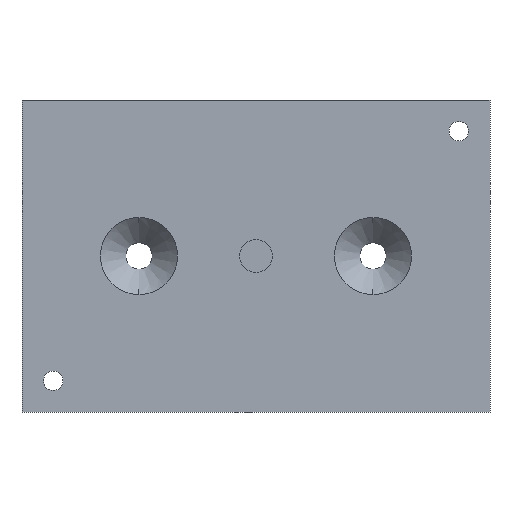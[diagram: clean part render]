
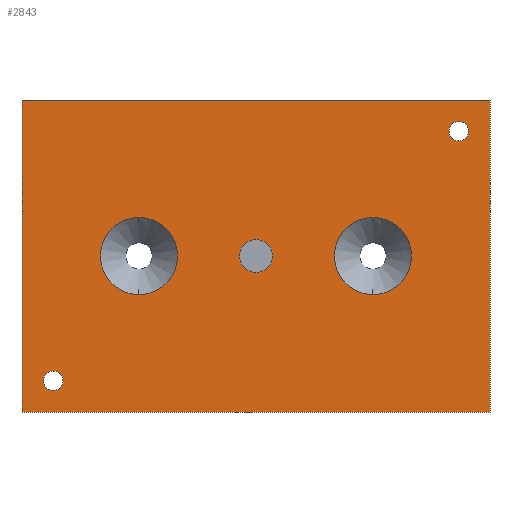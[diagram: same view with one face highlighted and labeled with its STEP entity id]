
A CAD part, front view. The second image highlights one B-rep face of the part: STEP entity #2843.
In plain terms, the highlighted planar face has unit normal (0, -1, 0).
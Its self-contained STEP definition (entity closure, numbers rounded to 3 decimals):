
#79 = EDGE_LOOP ( 'NONE', ( #2984, #980 ) ) ;
#146 = ORIENTED_EDGE ( 'NONE', *, *, #165, .T. ) ;
#165 = EDGE_CURVE ( 'NONE', #2687, #236, #2203, .T. ) ;
#166 = EDGE_LOOP ( 'NONE', ( #426, #470 ) ) ;
#198 = ORIENTED_EDGE ( 'NONE', *, *, #583, .F. ) ;
#205 = ORIENTED_EDGE ( 'NONE', *, *, #509, .T. ) ;
#236 = VERTEX_POINT ( 'NONE', #2873 ) ;
#241 = ORIENTED_EDGE ( 'NONE', *, *, #1851, .F. ) ;
#336 = VERTEX_POINT ( 'NONE', #3791 ) ;
#368 = VERTEX_POINT ( 'NONE', #4178 ) ;
#413 = VERTEX_POINT ( 'NONE', #4524 ) ;
#416 = EDGE_CURVE ( 'NONE', #594, #413, #4549, .T. ) ;
#426 = ORIENTED_EDGE ( 'NONE', *, *, #449, .T. ) ;
#441 = EDGE_CURVE ( 'NONE', #413, #753, #4663, .T. ) ;
#449 = EDGE_CURVE ( 'NONE', #368, #5003, #4696, .T. ) ;
#470 = ORIENTED_EDGE ( 'NONE', *, *, #1243, .T. ) ;
#509 = EDGE_CURVE ( 'NONE', #236, #2687, #1682, .T. ) ;
#583 = EDGE_CURVE ( 'NONE', #336, #629, #2591, .T. ) ;
#594 = VERTEX_POINT ( 'NONE', #2731 ) ;
#598 = ORIENTED_EDGE ( 'NONE', *, *, #5000, .T. ) ;
#619 = EDGE_LOOP ( 'NONE', ( #1193, #198 ) ) ;
#629 = VERTEX_POINT ( 'NONE', #3061 ) ;
#753 = VERTEX_POINT ( 'NONE', #4384 ) ;
#832 = EDGE_LOOP ( 'NONE', ( #241, #912, #949, #987 ) ) ;
#912 = ORIENTED_EDGE ( 'NONE', *, *, #4997, .F. ) ;
#926 = VERTEX_POINT ( 'NONE', #2325 ) ;
#949 = ORIENTED_EDGE ( 'NONE', *, *, #441, .F. ) ;
#980 = ORIENTED_EDGE ( 'NONE', *, *, #1039, .T. ) ;
#987 = ORIENTED_EDGE ( 'NONE', *, *, #416, .F. ) ;
#1039 = EDGE_CURVE ( 'NONE', #4946, #4326, #3069, .T. ) ;
#1193 = ORIENTED_EDGE ( 'NONE', *, *, #1451, .F. ) ;
#1243 = EDGE_CURVE ( 'NONE', #5003, #368, #3211, .T. ) ;
#1383 = EDGE_LOOP ( 'NONE', ( #598, #2395 ) ) ;
#1451 = EDGE_CURVE ( 'NONE', #629, #336, #3434, .T. ) ;
#1682 = CIRCLE ( 'NONE', #1683, 2.5 ) ;
#1683 = AXIS2_PLACEMENT_3D ( 'NONE', #1684, #1685, #1686 ) ;
#1684 = CARTESIAN_POINT ( 'NONE',  ( -52., 0., -32. ) ) ;
#1685 = DIRECTION ( 'NONE',  ( 0., 1., 0. ) ) ;
#1686 = DIRECTION ( 'NONE',  ( 0., 0., 1. ) ) ;
#1851 = EDGE_CURVE ( 'NONE', #1852, #594, #3801, .T. ) ;
#1852 = VERTEX_POINT ( 'NONE', #3805 ) ;
#2011 = CARTESIAN_POINT ( 'NONE',  ( 30., 0., -9.875 ) ) ;
#2203 = CIRCLE ( 'NONE', #2204, 2.5 ) ;
#2204 = AXIS2_PLACEMENT_3D ( 'NONE', #2205, #2206, #2207 ) ;
#2205 = CARTESIAN_POINT ( 'NONE',  ( -52., 0., -32. ) ) ;
#2206 = DIRECTION ( 'NONE',  ( 0., 1., 0. ) ) ;
#2207 = DIRECTION ( 'NONE',  ( 0., 0., 1. ) ) ;
#2258 = VERTEX_POINT ( 'NONE', #4116 ) ;
#2325 = CARTESIAN_POINT ( 'NONE',  ( -30., 0., 9.875 ) ) ;
#2395 = ORIENTED_EDGE ( 'NONE', *, *, #2649, .T. ) ;
#2591 = CIRCLE ( 'NONE', #2592, 4.25 ) ;
#2592 = AXIS2_PLACEMENT_3D ( 'NONE', #2593, #2594, #2595 ) ;
#2593 = CARTESIAN_POINT ( 'NONE',  ( 0., 0., 0. ) ) ;
#2594 = DIRECTION ( 'NONE',  ( 0., -1., 0. ) ) ;
#2595 = DIRECTION ( 'NONE',  ( 0., 0., -1. ) ) ;
#2649 = EDGE_CURVE ( 'NONE', #926, #2258, #4379, .T. ) ;
#2687 = VERTEX_POINT ( 'NONE', #4424 ) ;
#2731 = CARTESIAN_POINT ( 'NONE',  ( -60., 0., 40. ) ) ;
#2843 = ADVANCED_FACE ( 'NONE', ( #4526, #4527, #4528, #4529, #4530, #4532 ), #4533, .F. ) ;
#2873 = CARTESIAN_POINT ( 'NONE',  ( -52., 0., -34.5 ) ) ;
#2946 = CARTESIAN_POINT ( 'NONE',  ( 30., 0., 9.875 ) ) ;
#2984 = ORIENTED_EDGE ( 'NONE', *, *, #4957, .T. ) ;
#3061 = CARTESIAN_POINT ( 'NONE',  ( 0., 0., -4.25 ) ) ;
#3069 = CIRCLE ( 'NONE', #3070, 9.875 ) ;
#3070 = AXIS2_PLACEMENT_3D ( 'NONE', #3071, #3072, #3073 ) ;
#3071 = CARTESIAN_POINT ( 'NONE',  ( 30., 0., 0. ) ) ;
#3072 = DIRECTION ( 'NONE',  ( 0., 1., 0. ) ) ;
#3073 = DIRECTION ( 'NONE',  ( 0., 0., 1. ) ) ;
#3085 = EDGE_LOOP ( 'NONE', ( #146, #205 ) ) ;
#3119 = CIRCLE ( 'NONE', #3120, 9.875 ) ;
#3120 = AXIS2_PLACEMENT_3D ( 'NONE', #3122, #3123, #3124 ) ;
#3122 = CARTESIAN_POINT ( 'NONE',  ( 30., 0., 0. ) ) ;
#3123 = DIRECTION ( 'NONE',  ( 0., 1., 0. ) ) ;
#3124 = DIRECTION ( 'NONE',  ( 0., 0., 1. ) ) ;
#3211 = CIRCLE ( 'NONE', #3212, 2.5 ) ;
#3212 = AXIS2_PLACEMENT_3D ( 'NONE', #3213, #3214, #3215 ) ;
#3213 = CARTESIAN_POINT ( 'NONE',  ( 52., 0., 32. ) ) ;
#3214 = DIRECTION ( 'NONE',  ( 0., 1., 0. ) ) ;
#3215 = DIRECTION ( 'NONE',  ( 0., 0., 1. ) ) ;
#3434 = CIRCLE ( 'NONE', #3435, 4.25 ) ;
#3435 = AXIS2_PLACEMENT_3D ( 'NONE', #3436, #3437, #3438 ) ;
#3436 = CARTESIAN_POINT ( 'NONE',  ( 0., 0., 0. ) ) ;
#3437 = DIRECTION ( 'NONE',  ( 0., -1., 0. ) ) ;
#3438 = DIRECTION ( 'NONE',  ( 0., 0., -1. ) ) ;
#3550 = LINE ( 'NONE', #3551, #3552 ) ;
#3551 = CARTESIAN_POINT ( 'NONE',  ( -60., 0., -40. ) ) ;
#3552 = VECTOR ( 'NONE', #3553, 1000. ) ;
#3553 = DIRECTION ( 'NONE',  ( -1., 0., 0. ) ) ;
#3554 = CIRCLE ( 'NONE', #3555, 9.875 ) ;
#3555 = AXIS2_PLACEMENT_3D ( 'NONE', #3556, #3557, #3558 ) ;
#3556 = CARTESIAN_POINT ( 'NONE',  ( -30., 0., 0. ) ) ;
#3557 = DIRECTION ( 'NONE',  ( 0., 1., 0. ) ) ;
#3558 = DIRECTION ( 'NONE',  ( 0., 0., 1. ) ) ;
#3586 = CARTESIAN_POINT ( 'NONE',  ( 52., 0., 29.5 ) ) ;
#3791 = CARTESIAN_POINT ( 'NONE',  ( 0., 0., 4.25 ) ) ;
#3801 = LINE ( 'NONE', #3802, #3803 ) ;
#3802 = CARTESIAN_POINT ( 'NONE',  ( -60., 0., -40. ) ) ;
#3803 = VECTOR ( 'NONE', #3804, 1000. ) ;
#3804 = DIRECTION ( 'NONE',  ( 0., 0., 1. ) ) ;
#3805 = CARTESIAN_POINT ( 'NONE',  ( -60., 0., -40. ) ) ;
#4116 = CARTESIAN_POINT ( 'NONE',  ( -30., 0., -9.875 ) ) ;
#4178 = CARTESIAN_POINT ( 'NONE',  ( 52., 0., 34.5 ) ) ;
#4326 = VERTEX_POINT ( 'NONE', #2011 ) ;
#4379 = CIRCLE ( 'NONE', #4380, 9.875 ) ;
#4380 = AXIS2_PLACEMENT_3D ( 'NONE', #4381, #4382, #4383 ) ;
#4381 = CARTESIAN_POINT ( 'NONE',  ( -30., 0., 0. ) ) ;
#4382 = DIRECTION ( 'NONE',  ( 0., 1., 0. ) ) ;
#4383 = DIRECTION ( 'NONE',  ( 0., 0., 1. ) ) ;
#4384 = CARTESIAN_POINT ( 'NONE',  ( 60., 0., -40. ) ) ;
#4424 = CARTESIAN_POINT ( 'NONE',  ( -52., 0., -29.5 ) ) ;
#4524 = CARTESIAN_POINT ( 'NONE',  ( 60., 0., 40. ) ) ;
#4526 = FACE_BOUND ( 'NONE', #1383, .T. ) ;
#4527 = FACE_BOUND ( 'NONE', #79, .T. ) ;
#4528 = FACE_BOUND ( 'NONE', #3085, .T. ) ;
#4529 = FACE_BOUND ( 'NONE', #166, .T. ) ;
#4530 = FACE_BOUND ( 'NONE', #619, .T. ) ;
#4532 = FACE_OUTER_BOUND ( 'NONE', #832, .T. ) ;
#4533 = PLANE ( 'NONE',  #4534 ) ;
#4534 = AXIS2_PLACEMENT_3D ( 'NONE', #4535, #4536, #4537 ) ;
#4535 = CARTESIAN_POINT ( 'NONE',  ( -60., 0., -40. ) ) ;
#4536 = DIRECTION ( 'NONE',  ( 0., 1., 0. ) ) ;
#4537 = DIRECTION ( 'NONE',  ( 0., 0., 1. ) ) ;
#4549 = LINE ( 'NONE', #4550, #4551 ) ;
#4550 = CARTESIAN_POINT ( 'NONE',  ( -60., 0., 40. ) ) ;
#4551 = VECTOR ( 'NONE', #4552, 1000. ) ;
#4552 = DIRECTION ( 'NONE',  ( 1., 0., 0. ) ) ;
#4663 = LINE ( 'NONE', #4664, #4665 ) ;
#4664 = CARTESIAN_POINT ( 'NONE',  ( 60., 0., -40. ) ) ;
#4665 = VECTOR ( 'NONE', #4666, 1000. ) ;
#4666 = DIRECTION ( 'NONE',  ( 0., 0., -1. ) ) ;
#4696 = CIRCLE ( 'NONE', #4697, 2.5 ) ;
#4697 = AXIS2_PLACEMENT_3D ( 'NONE', #4698, #4699, #4700 ) ;
#4698 = CARTESIAN_POINT ( 'NONE',  ( 52., 0., 32. ) ) ;
#4699 = DIRECTION ( 'NONE',  ( 0., 1., 0. ) ) ;
#4700 = DIRECTION ( 'NONE',  ( 0., 0., 1. ) ) ;
#4946 = VERTEX_POINT ( 'NONE', #2946 ) ;
#4957 = EDGE_CURVE ( 'NONE', #4326, #4946, #3119, .T. ) ;
#4997 = EDGE_CURVE ( 'NONE', #753, #1852, #3550, .T. ) ;
#5000 = EDGE_CURVE ( 'NONE', #2258, #926, #3554, .T. ) ;
#5003 = VERTEX_POINT ( 'NONE', #3586 ) ;
